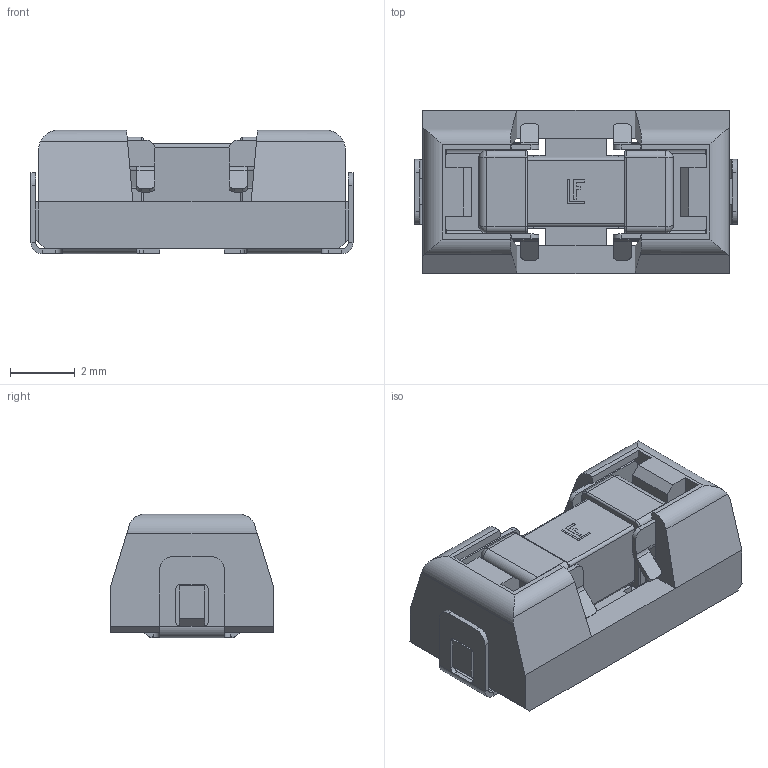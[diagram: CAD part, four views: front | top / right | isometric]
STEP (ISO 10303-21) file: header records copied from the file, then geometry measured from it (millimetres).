
FILE_DESCRIPTION(('STEP AP214'), '1');
FILE_NAME('LTL-154', '2020-06-15T10:59:41', ('AF'), (''), 'UNSPECIFIED', 'UNSPECIFIED', '');
FILE_SCHEMA(('AUTOMOTIVE_DESIGN { 1 0 10303 214 3 1 1}'));
Length unit declared in the file: millimetre
Assembly tree (3 placements, depth 2):
  (unnamed)
    (unnamed)  x2
    (unnamed)
Bounding box: 9.93 x 5.03 x 3.81 mm (x, y, z)
Volume: 113.4 mm3; surface area: 430.4 mm2
Topology: 4 solids, 4 shells, 376 faces, 954 edges, 578 vertices
Faces by surface type: plane 254, cylinder 98, bspline 16, torus 8
Entity records: 11458 total; most frequent: CARTESIAN_POINT 2792, ORIENTED_EDGE 1336, DIRECTION 1268, EDGE_CURVE 668, LINE 528, VECTOR 528, VERTEX_POINT 408, AXIS2_PLACEMENT_3D 370
